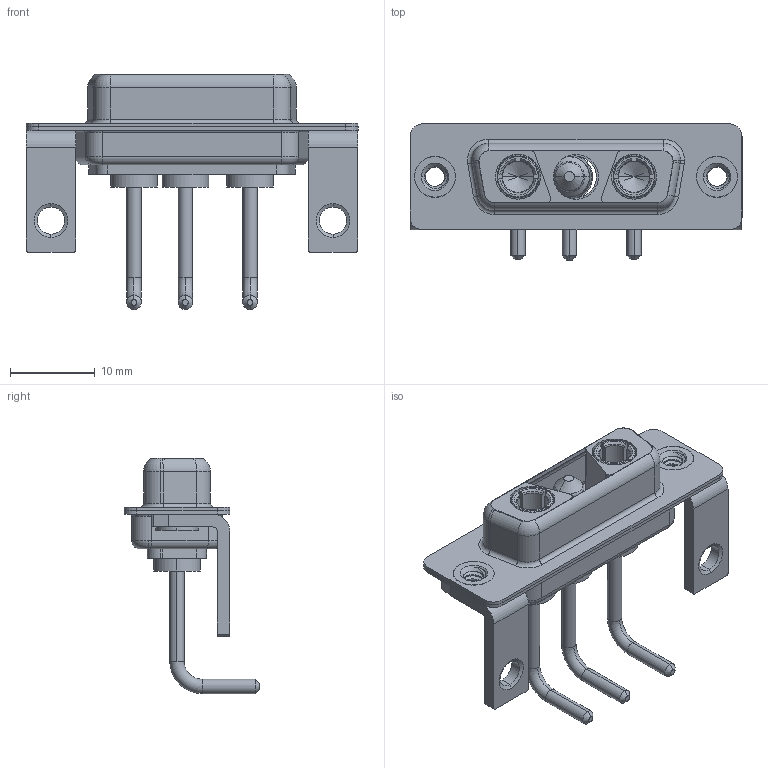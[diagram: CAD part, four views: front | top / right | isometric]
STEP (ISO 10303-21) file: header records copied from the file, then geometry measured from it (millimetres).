
FILE_DESCRIPTION (( 'STEP AP203' ), '1' );
FILE_NAME ('630-3WK3250-1T4.STEP', '2022-05-30T18:15:47', ( '' ), ( '' ), 'SwSTEP 2.0', 'SolidWorks 2020', '' );
FILE_SCHEMA (( 'CONFIG_CONTROL_DESIGN' ));
Length unit declared in the file: millimetre
Products named in the file (8): 630Combo Threaded Rivet_3; 630Combo Housing_3WK3; 630-3WK3250-1T4; Power Pin_Ext 10A RA; Power Socket_Ext 10A RA; 630Combo Shell Front_15 Contacts; 630Combo Stabilizer Bracket; 630Combo Shell Rear_15 Contacts
Assembly tree (10 placements, depth 2):
  630-3WK3250-1T4
    630Combo Housing_3WK3
    630Combo Shell Front_15 Contacts
    630Combo Shell Rear_15 Contacts
    630Combo Threaded Rivet_3  x2
    630Combo Stabilizer Bracket  x2
    Power Socket_Ext 10A RA  x2
    Power Pin_Ext 10A RA
Bounding box: 39.2 x 16.05 x 27.78 mm (x, y, z)
Volume: 2637.2 mm3; surface area: 6239.7 mm2
Topology: 13 solids, 13 shells, 528 faces, 1322 edges, 837 vertices
Faces by surface type: cylinder 231, plane 160, torus 73, cone 55, bspline 9
Entity records: 14519 total; most frequent: CARTESIAN_POINT 3884, DIRECTION 2163, ORIENTED_EDGE 1976, EDGE_CURVE 988, AXIS2_PLACEMENT_3D 876, VERTEX_POINT 625, CIRCLE 466, EDGE_LOOP 447
